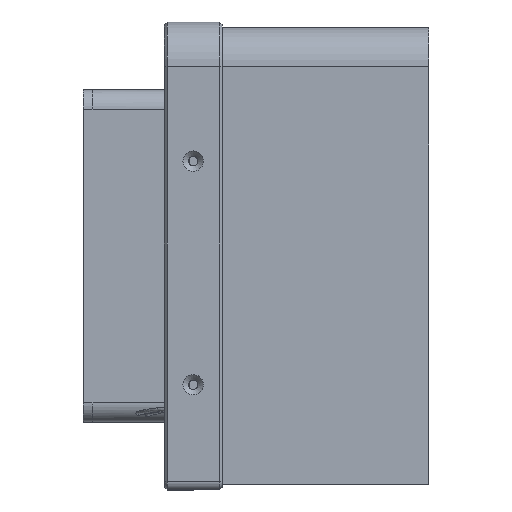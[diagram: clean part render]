
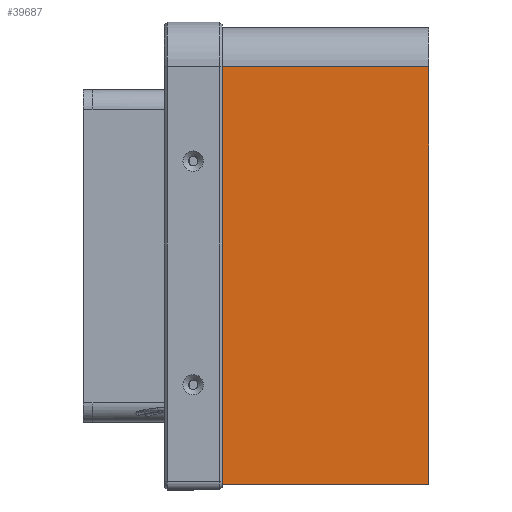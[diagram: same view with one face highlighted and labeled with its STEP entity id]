
A CAD part, left-side view. The second image highlights one B-rep face of the part: STEP entity #39687.
In plain terms, the highlighted planar face has unit normal (-1, 0, 0).
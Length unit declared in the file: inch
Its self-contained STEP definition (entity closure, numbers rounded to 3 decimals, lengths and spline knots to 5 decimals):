
#50 = ORIENTED_EDGE ( 'NONE', *, *, #9080, .F. ) ;
#730 = LINE ( 'NONE', #10270, #18475 ) ;
#1046 = ORIENTED_EDGE ( 'NONE', *, *, #11159, .F. ) ;
#1408 = CARTESIAN_POINT ( 'NONE',  ( -3.2289, 2.91339, 2.66369 ) ) ;
#1442 = CARTESIAN_POINT ( 'NONE',  ( -3.2289, 0., 2.66369 ) ) ;
#2031 = EDGE_CURVE ( 'NONE', #38448, #21913, #8445, .T. ) ;
#2914 = CARTESIAN_POINT ( 'NONE',  ( -3.2289, 2.91339, 2.66369 ) ) ;
#3115 = LINE ( 'NONE', #2914, #17819 ) ;
#3664 = CARTESIAN_POINT ( 'NONE',  ( -3.2289, 0., -3.21752 ) ) ;
#3905 = ORIENTED_EDGE ( 'NONE', *, *, #2031, .T. ) ;
#4035 = CARTESIAN_POINT ( 'NONE',  ( -3.2289, 0., 2.66369 ) ) ;
#8368 = CARTESIAN_POINT ( 'NONE',  ( -3.2289, 2.91339, -3.21752 ) ) ;
#8445 = LINE ( 'NONE', #21101, #16714 ) ;
#8635 = FACE_OUTER_BOUND ( 'NONE', #35785, .T. ) ;
#9080 = EDGE_CURVE ( 'NONE', #38448, #12751, #3115, .T. ) ;
#9528 = AXIS2_PLACEMENT_3D ( 'NONE', #17750, #39929, #27713 ) ;
#10270 = CARTESIAN_POINT ( 'NONE',  ( -3.2289, 17.66633, 2.66369 ) ) ;
#11159 = EDGE_CURVE ( 'NONE', #12751, #37516, #730, .T. ) ;
#11374 = DIRECTION ( 'NONE',  ( 0., 0., -1. ) ) ;
#12751 = VERTEX_POINT ( 'NONE', #1408 ) ;
#16483 = DIRECTION ( 'NONE',  ( 0., -1., 0. ) ) ;
#16714 = VECTOR ( 'NONE', #27733, 39.37008 ) ;
#17750 = CARTESIAN_POINT ( 'NONE',  ( -3.2289, 17.66633, 2.66369 ) ) ;
#17819 = VECTOR ( 'NONE', #22220, 39.37008 ) ;
#18475 = VECTOR ( 'NONE', #16483, 39.37008 ) ;
#21101 = CARTESIAN_POINT ( 'NONE',  ( -3.2289, 17.66633, -3.21752 ) ) ;
#21913 = VERTEX_POINT ( 'NONE', #3664 ) ;
#22220 = DIRECTION ( 'NONE',  ( 0., 0., 1. ) ) ;
#26613 = ORIENTED_EDGE ( 'NONE', *, *, #34643, .F. ) ;
#27713 = DIRECTION ( 'NONE',  ( 0., 0., 1. ) ) ;
#27733 = DIRECTION ( 'NONE',  ( 0., -1., 0. ) ) ;
#32563 = VECTOR ( 'NONE', #11374, 39.37008 ) ;
#34643 = EDGE_CURVE ( 'NONE', #37516, #21913, #37088, .T. ) ;
#35785 = EDGE_LOOP ( 'NONE', ( #1046, #50, #3905, #26613 ) ) ;
#37088 = LINE ( 'NONE', #1442, #32563 ) ;
#37236 = PLANE ( 'NONE',  #9528 ) ;
#37516 = VERTEX_POINT ( 'NONE', #4035 ) ;
#38448 = VERTEX_POINT ( 'NONE', #8368 ) ;
#39687 = ADVANCED_FACE ( 'NONE', ( #8635 ), #37236, .T. ) ;
#39929 = DIRECTION ( 'NONE',  ( -1., 0., 0. ) ) ;
